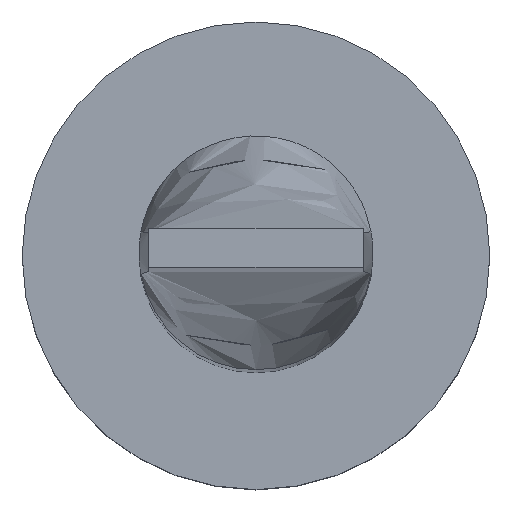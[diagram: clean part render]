
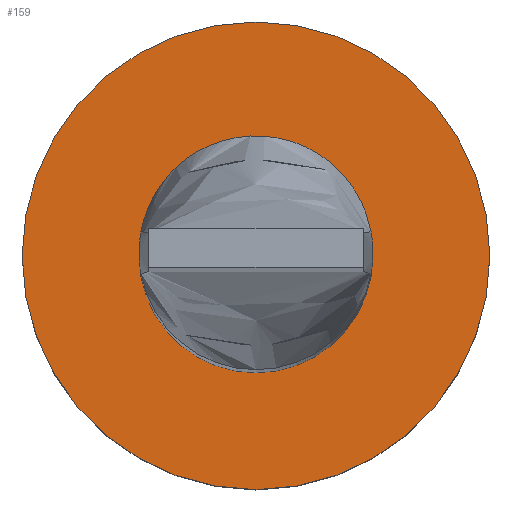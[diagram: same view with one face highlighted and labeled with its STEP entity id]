
A CAD part, top view. The second image highlights one B-rep face of the part: STEP entity #159.
In plain terms, the highlighted planar face has unit normal (0, 0, 1).
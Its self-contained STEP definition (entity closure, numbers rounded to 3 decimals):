
#1 = DIRECTION ( 'NONE',  ( 1., 0., 0. ) ) ;
#43 = FACE_OUTER_BOUND ( 'NONE', #458, .T. ) ;
#62 = VERTEX_POINT ( 'NONE', #523 ) ;
#72 = VERTEX_POINT ( 'NONE', #519 ) ;
#79 = CIRCLE ( 'NONE', #226, 3. ) ;
#87 = CIRCLE ( 'NONE', #416, 6. ) ;
#88 = CARTESIAN_POINT ( 'NONE',  ( 0., 0., 5. ) ) ;
#98 = ORIENTED_EDGE ( 'NONE', *, *, #308, .F. ) ;
#123 = DIRECTION ( 'NONE',  ( 1., 0., 0. ) ) ;
#152 = AXIS2_PLACEMENT_3D ( 'NONE', #581, #405, #181 ) ;
#159 = ADVANCED_FACE ( 'NONE', ( #489, #43 ), #279, .T. ) ;
#168 = ORIENTED_EDGE ( 'NONE', *, *, #386, .T. ) ;
#174 = ORIENTED_EDGE ( 'NONE', *, *, #331, .T. ) ;
#178 = CARTESIAN_POINT ( 'NONE',  ( 0., 0., 5. ) ) ;
#181 = DIRECTION ( 'NONE',  ( 1., 0., 0. ) ) ;
#221 = EDGE_CURVE ( 'NONE', #72, #260, #278, .T. ) ;
#224 = CARTESIAN_POINT ( 'NONE',  ( 0., 0., 5. ) ) ;
#226 = AXIS2_PLACEMENT_3D ( 'NONE', #538, #314, #123 ) ;
#228 = CARTESIAN_POINT ( 'NONE',  ( -6., 0., 5. ) ) ;
#260 = VERTEX_POINT ( 'NONE', #561 ) ;
#278 = CIRCLE ( 'NONE', #152, 3. ) ;
#279 = PLANE ( 'NONE',  #526 ) ;
#294 = EDGE_LOOP ( 'NONE', ( #517, #98 ) ) ;
#308 = EDGE_CURVE ( 'NONE', #260, #72, #79, .T. ) ;
#314 = DIRECTION ( 'NONE',  ( 0., 0., 1. ) ) ;
#331 = EDGE_CURVE ( 'NONE', #393, #62, #499, .T. ) ;
#364 = DIRECTION ( 'NONE',  ( 0., 0., 1. ) ) ;
#386 = EDGE_CURVE ( 'NONE', #62, #393, #87, .T. ) ;
#393 = VERTEX_POINT ( 'NONE', #228 ) ;
#405 = DIRECTION ( 'NONE',  ( 0., 0., 1. ) ) ;
#416 = AXIS2_PLACEMENT_3D ( 'NONE', #88, #488, #448 ) ;
#446 = DIRECTION ( 'NONE',  ( 1., 0., 0. ) ) ;
#448 = DIRECTION ( 'NONE',  ( 1., 0., 0. ) ) ;
#458 = EDGE_LOOP ( 'NONE', ( #174, #168 ) ) ;
#488 = DIRECTION ( 'NONE',  ( 0., 0., 1. ) ) ;
#489 = FACE_BOUND ( 'NONE', #294, .T. ) ;
#499 = CIRCLE ( 'NONE', #520, 6. ) ;
#517 = ORIENTED_EDGE ( 'NONE', *, *, #221, .F. ) ;
#519 = CARTESIAN_POINT ( 'NONE',  ( -3., 0., 5. ) ) ;
#520 = AXIS2_PLACEMENT_3D ( 'NONE', #224, #364, #1 ) ;
#523 = CARTESIAN_POINT ( 'NONE',  ( 6., 0., 5. ) ) ;
#526 = AXIS2_PLACEMENT_3D ( 'NONE', #178, #533, #446 ) ;
#533 = DIRECTION ( 'NONE',  ( 0., 0., 1. ) ) ;
#538 = CARTESIAN_POINT ( 'NONE',  ( 0., 0., 5. ) ) ;
#561 = CARTESIAN_POINT ( 'NONE',  ( 3., 0., 5. ) ) ;
#581 = CARTESIAN_POINT ( 'NONE',  ( 0., 0., 5. ) ) ;
